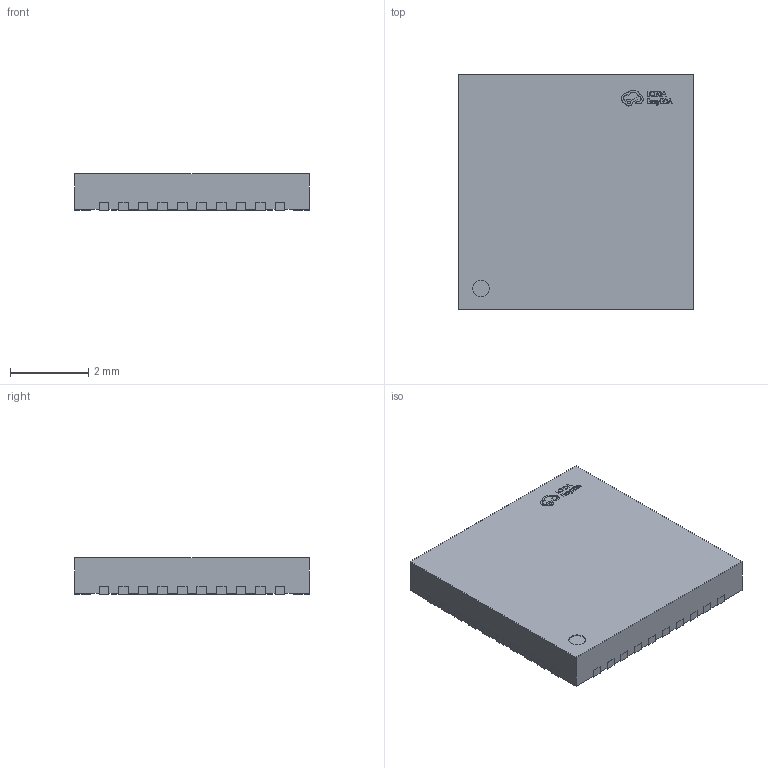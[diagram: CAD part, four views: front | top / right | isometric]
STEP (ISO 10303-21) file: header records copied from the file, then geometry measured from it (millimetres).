
FILE_DESCRIPTION (( 'STEP AP214' ), '1' );
FILE_NAME ('QFN-40_L6.0-W6.0-P0.50-BL-EP4.1.step', '2022-07-15T03:23:31', ( '' ), ( '' ), 'SwSTEP 2.0', 'SolidWorks 2020', '' );
FILE_SCHEMA (( 'AUTOMOTIVE_DESIGN' ));
Length unit declared in the file: millimetre
Products named in the file (1): QFN-40_L6.0-W6.0-P0.50-BL-EP4.1
Bounding box: 6 x 6 x 0.93 mm (x, y, z)
Volume: 32.9 mm3; surface area: 95.7 mm2
Topology: 14 solids, 14 shells, 558 faces, 1563 edges, 1042 vertices
Faces by surface type: plane 390, bspline 112, cylinder 56
Entity records: 25304 total; most frequent: CARTESIAN_POINT 5268, ORIENTED_EDGE 3126, DIRECTION 2341, EDGE_CURVE 1563, LINE 1223, VECTOR 1223, VERTEX_POINT 1042, EDGE_LOOP 579
